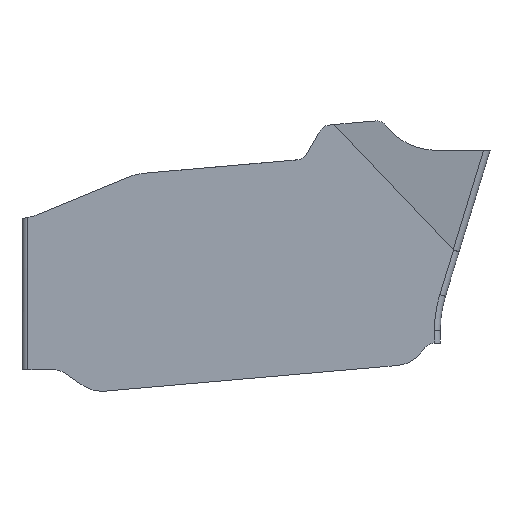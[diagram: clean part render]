
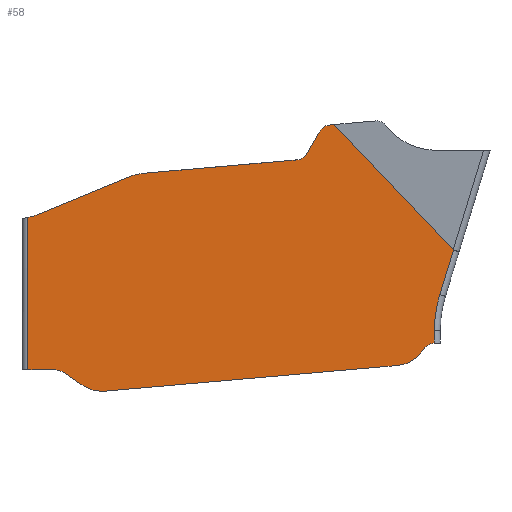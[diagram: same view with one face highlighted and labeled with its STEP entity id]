
A CAD part, left-side view. The second image highlights one B-rep face of the part: STEP entity #58.
In plain terms, the highlighted planar face has unit normal (-1, 0, 0).
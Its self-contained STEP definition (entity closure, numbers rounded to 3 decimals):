
#58=ADVANCED_FACE('',(#112),#96,.T.);
#96=PLANE('',#779);
#112=FACE_OUTER_BOUND('',#150,.T.);
#150=EDGE_LOOP('',(#246,#247,#248,#249,#250,#251,#252,#253,#254,#255,#256,
#257,#258,#259,#260,#261,#262,#263,#264,#265,#266));
#188=ELLIPSE('',#775,1.193,0.1);
#207=CIRCLE('',#770,0.45);
#208=CIRCLE('',#771,0.6);
#209=CIRCLE('',#772,0.6);
#210=CIRCLE('',#773,0.21);
#211=CIRCLE('',#774,2.1);
#212=CIRCLE('',#776,0.25);
#213=CIRCLE('',#777,1.);
#214=CIRCLE('',#778,0.4);
#246=ORIENTED_EDGE('',*,*,#516,.F.);
#247=ORIENTED_EDGE('',*,*,#517,.F.);
#248=ORIENTED_EDGE('',*,*,#518,.F.);
#249=ORIENTED_EDGE('',*,*,#519,.F.);
#250=ORIENTED_EDGE('',*,*,#520,.F.);
#251=ORIENTED_EDGE('',*,*,#521,.F.);
#252=ORIENTED_EDGE('',*,*,#522,.F.);
#253=ORIENTED_EDGE('',*,*,#523,.F.);
#254=ORIENTED_EDGE('',*,*,#524,.T.);
#255=ORIENTED_EDGE('',*,*,#525,.T.);
#256=ORIENTED_EDGE('',*,*,#526,.T.);
#257=ORIENTED_EDGE('',*,*,#527,.T.);
#258=ORIENTED_EDGE('',*,*,#528,.T.);
#259=ORIENTED_EDGE('',*,*,#529,.F.);
#260=ORIENTED_EDGE('',*,*,#530,.F.);
#261=ORIENTED_EDGE('',*,*,#531,.F.);
#262=ORIENTED_EDGE('',*,*,#532,.F.);
#263=ORIENTED_EDGE('',*,*,#533,.F.);
#264=ORIENTED_EDGE('',*,*,#534,.F.);
#265=ORIENTED_EDGE('',*,*,#535,.F.);
#266=ORIENTED_EDGE('',*,*,#536,.T.);
#450=VERTEX_POINT('',#1188);
#451=VERTEX_POINT('',#1189);
#452=VERTEX_POINT('',#1191);
#453=VERTEX_POINT('',#1193);
#454=VERTEX_POINT('',#1195);
#455=VERTEX_POINT('',#1197);
#456=VERTEX_POINT('',#1199);
#457=VERTEX_POINT('',#1201);
#458=VERTEX_POINT('',#1203);
#459=VERTEX_POINT('',#1205);
#460=VERTEX_POINT('',#1207);
#461=VERTEX_POINT('',#1209);
#462=VERTEX_POINT('',#1211);
#463=VERTEX_POINT('',#1213);
#464=VERTEX_POINT('',#1215);
#465=VERTEX_POINT('',#1217);
#466=VERTEX_POINT('',#1243);
#467=VERTEX_POINT('',#1245);
#468=VERTEX_POINT('',#1247);
#469=VERTEX_POINT('',#1249);
#470=VERTEX_POINT('',#1251);
#516=EDGE_CURVE('',#450,#451,#608,.T.);
#517=EDGE_CURVE('',#452,#450,#207,.T.);
#518=EDGE_CURVE('',#453,#452,#609,.T.);
#519=EDGE_CURVE('',#454,#453,#208,.T.);
#520=EDGE_CURVE('',#455,#454,#610,.T.);
#521=EDGE_CURVE('',#456,#455,#209,.T.);
#522=EDGE_CURVE('',#457,#456,#611,.T.);
#523=EDGE_CURVE('',#458,#457,#210,.T.);
#524=EDGE_CURVE('',#458,#459,#612,.T.);
#525=EDGE_CURVE('',#459,#460,#211,.T.);
#526=EDGE_CURVE('',#460,#461,#613,.T.);
#527=EDGE_CURVE('',#461,#462,#188,.T.);
#528=EDGE_CURVE('',#462,#463,#614,.T.);
#529=EDGE_CURVE('',#464,#463,#615,.T.);
#530=EDGE_CURVE('',#465,#464,#212,.T.);
#531=EDGE_CURVE('',#466,#465,#720,.T.);
#532=EDGE_CURVE('',#467,#466,#213,.T.);
#533=EDGE_CURVE('',#468,#467,#616,.T.);
#534=EDGE_CURVE('',#469,#468,#214,.T.);
#535=EDGE_CURVE('',#470,#469,#617,.T.);
#536=EDGE_CURVE('',#470,#451,#618,.T.);
#608=LINE('',#1187,#667);
#609=LINE('',#1192,#668);
#610=LINE('',#1196,#669);
#611=LINE('',#1200,#670);
#612=LINE('',#1204,#671);
#613=LINE('',#1208,#672);
#614=LINE('',#1212,#673);
#615=LINE('',#1214,#674);
#616=LINE('',#1246,#675);
#617=LINE('',#1250,#676);
#618=LINE('',#1252,#677);
#667=VECTOR('',#873,1.);
#668=VECTOR('',#876,1.);
#669=VECTOR('',#879,1.);
#670=VECTOR('',#882,1.);
#671=VECTOR('',#885,1.);
#672=VECTOR('',#888,1.);
#673=VECTOR('',#891,1.);
#674=VECTOR('',#892,1.);
#675=VECTOR('',#897,1.);
#676=VECTOR('',#900,1.);
#677=VECTOR('',#901,1.);
#720=B_SPLINE_CURVE_WITH_KNOTS('',3,(#1218,#1219,#1220,#1221,#1222,#1223,
#1224,#1225,#1226,#1227,#1228,#1229,#1230,#1231,#1232,#1233,#1234,#1235,
#1236,#1237,#1238,#1239,#1240,#1241,#1242),.UNSPECIFIED.,.F.,.F.,(4,3,3,
3,3,3,3,3,4),(0.,0.291,0.581,0.698,0.795,
0.834,0.852,0.927,1.),.UNSPECIFIED.);
#770=AXIS2_PLACEMENT_3D('',#1190,#874,#875);
#771=AXIS2_PLACEMENT_3D('',#1194,#877,#878);
#772=AXIS2_PLACEMENT_3D('',#1198,#880,#881);
#773=AXIS2_PLACEMENT_3D('',#1202,#883,#884);
#774=AXIS2_PLACEMENT_3D('',#1206,#886,#887);
#775=AXIS2_PLACEMENT_3D('',#1210,#889,#890);
#776=AXIS2_PLACEMENT_3D('',#1216,#893,#894);
#777=AXIS2_PLACEMENT_3D('',#1244,#895,#896);
#778=AXIS2_PLACEMENT_3D('',#1248,#898,#899);
#779=AXIS2_PLACEMENT_3D('',#1253,#902,#903);
#873=DIRECTION('',(0.,1.,0.));
#874=DIRECTION('',(-1.,0.,0.));
#875=DIRECTION('',(0.,0.,1.));
#876=DIRECTION('',(0.,0.819,0.574));
#877=DIRECTION('',(1.,0.,0.));
#878=DIRECTION('',(0.,0.,1.));
#879=DIRECTION('',(0.,0.996,-0.087));
#880=DIRECTION('',(1.,0.,0.));
#881=DIRECTION('',(0.,0.,1.));
#882=DIRECTION('',(0.,0.609,-0.793));
#883=DIRECTION('',(-1.,0.,0.));
#884=DIRECTION('',(0.,0.,1.));
#885=DIRECTION('',(0.,0.,1.));
#886=DIRECTION('',(1.,0.,0.));
#887=DIRECTION('',(0.,0.,1.));
#888=DIRECTION('',(0.,-0.292,0.956));
#889=DIRECTION('',(1.,0.,0.));
#890=DIRECTION('',(0.,0.292,-0.956));
#891=DIRECTION('',(0.,0.69,0.724));
#892=DIRECTION('',(0.,-0.996,0.087));
#893=DIRECTION('',(1.,0.,0.));
#894=DIRECTION('',(0.,0.,1.));
#895=DIRECTION('',(1.,0.,0.));
#896=DIRECTION('',(0.,0.,1.));
#897=DIRECTION('',(0.,-0.924,0.383));
#898=DIRECTION('',(-1.,0.,0.));
#899=DIRECTION('',(0.,0.,1.));
#900=DIRECTION('',(0.,-0.977,0.212));
#901=DIRECTION('',(0.,0.,-1.));
#902=DIRECTION('',(-1.,0.,0.));
#903=DIRECTION('',(0.,0.,1.));
#1187=CARTESIAN_POINT('',(-0.6,0.,-3.746));
#1188=CARTESIAN_POINT('',(-0.6,3.492,-3.746));
#1189=CARTESIAN_POINT('',(-0.6,3.9,-3.746));
#1190=CARTESIAN_POINT('',(-0.6,3.492,-4.196));
#1191=CARTESIAN_POINT('',(-0.6,3.234,-3.827));
#1192=CARTESIAN_POINT('',(-0.6,2.862,-4.088));
#1193=CARTESIAN_POINT('',(-0.6,2.975,-4.009));
#1194=CARTESIAN_POINT('',(-0.6,2.631,-3.517));
#1195=CARTESIAN_POINT('',(-0.6,2.578,-4.115));
#1196=CARTESIAN_POINT('',(-0.6,-0.338,-3.86));
#1197=CARTESIAN_POINT('',(-0.6,-2.411,-3.678));
#1198=CARTESIAN_POINT('',(-0.6,-2.358,-3.081));
#1199=CARTESIAN_POINT('',(-0.6,-2.834,-3.446));
#1200=CARTESIAN_POINT('',(-0.6,-3.448,-2.646));
#1201=CARTESIAN_POINT('',(-0.6,-2.887,-3.377));
#1202=CARTESIAN_POINT('',(-0.6,-3.054,-3.505));
#1203=CARTESIAN_POINT('',(-0.6,-3.05,-3.295));
#1204=CARTESIAN_POINT('',(-0.6,-3.05,-3.079));
#1205=CARTESIAN_POINT('',(-0.6,-3.05,-3.079));
#1206=CARTESIAN_POINT('',(-0.6,-5.15,-3.079));
#1207=CARTESIAN_POINT('',(-0.6,-3.142,-2.465));
#1208=CARTESIAN_POINT('',(-0.6,-3.358,-1.758));
#1209=CARTESIAN_POINT('',(-0.6,-3.375,-1.703));
#1210=CARTESIAN_POINT('',(-0.6,-3.724,-0.562));
#1211=CARTESIAN_POINT('',(-0.6,-3.371,-1.701));
#1212=CARTESIAN_POINT('',(-0.6,-0.919,0.875));
#1213=CARTESIAN_POINT('',(-0.6,-1.331,0.441));
#1214=CARTESIAN_POINT('',(-0.6,0.028,0.323));
#1215=CARTESIAN_POINT('',(-0.6,-1.274,0.436));
#1216=CARTESIAN_POINT('',(-0.6,-1.295,0.187));
#1217=CARTESIAN_POINT('',(-0.6,-1.079,0.312));
#1218=CARTESIAN_POINT('',(-0.6,1.904,-0.39));
#1219=CARTESIAN_POINT('',(-0.6,1.591,-0.363));
#1220=CARTESIAN_POINT('',(-0.6,1.279,-0.336));
#1221=CARTESIAN_POINT('',(-0.6,0.966,-0.308));
#1222=CARTESIAN_POINT('',(-0.6,0.654,-0.281));
#1223=CARTESIAN_POINT('',(-0.6,0.342,-0.254));
#1224=CARTESIAN_POINT('',(-0.6,0.029,-0.226));
#1225=CARTESIAN_POINT('',(-0.6,-0.097,-0.215));
#1226=CARTESIAN_POINT('',(-0.6,-0.223,-0.204));
#1227=CARTESIAN_POINT('',(-0.6,-0.35,-0.193));
#1228=CARTESIAN_POINT('',(-0.6,-0.453,-0.184));
#1229=CARTESIAN_POINT('',(-0.6,-0.556,-0.175));
#1230=CARTESIAN_POINT('',(-0.6,-0.66,-0.166));
#1231=CARTESIAN_POINT('',(-0.6,-0.702,-0.162));
#1232=CARTESIAN_POINT('',(-0.6,-0.747,-0.161));
#1233=CARTESIAN_POINT('',(-0.6,-0.784,-0.142));
#1234=CARTESIAN_POINT('',(-0.6,-0.802,-0.132));
#1235=CARTESIAN_POINT('',(-0.6,-0.818,-0.12));
#1236=CARTESIAN_POINT('',(-0.6,-0.832,-0.106));
#1237=CARTESIAN_POINT('',(-0.6,-0.888,-0.046));
#1238=CARTESIAN_POINT('',(-0.6,-0.918,0.035));
#1239=CARTESIAN_POINT('',(-0.6,-0.96,0.106));
#1240=CARTESIAN_POINT('',(-0.6,-0.999,0.175));
#1241=CARTESIAN_POINT('',(-0.6,-1.039,0.244));
#1242=CARTESIAN_POINT('',(-0.6,-1.079,0.312));
#1243=CARTESIAN_POINT('',(-0.6,1.904,-0.39));
#1244=CARTESIAN_POINT('',(-0.6,1.815,-1.386));
#1245=CARTESIAN_POINT('',(-0.6,2.198,-0.463));
#1246=CARTESIAN_POINT('',(-0.6,0.158,0.382));
#1247=CARTESIAN_POINT('',(-0.6,3.757,-1.108));
#1248=CARTESIAN_POINT('',(-0.6,3.91,-0.739));
#1249=CARTESIAN_POINT('',(-0.6,3.825,-1.13));
#1250=CARTESIAN_POINT('',(-0.6,-0.062,-0.288));
#1251=CARTESIAN_POINT('',(-0.6,3.9,-1.146));
#1252=CARTESIAN_POINT('',(-0.6,3.9,0.));
#1253=CARTESIAN_POINT('',(-0.6,0.,0.));
